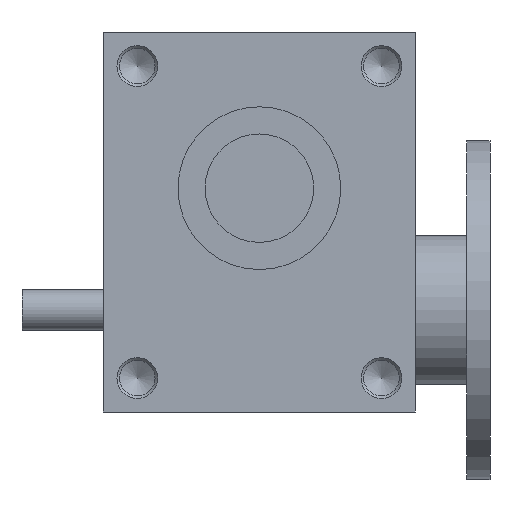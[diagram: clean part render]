
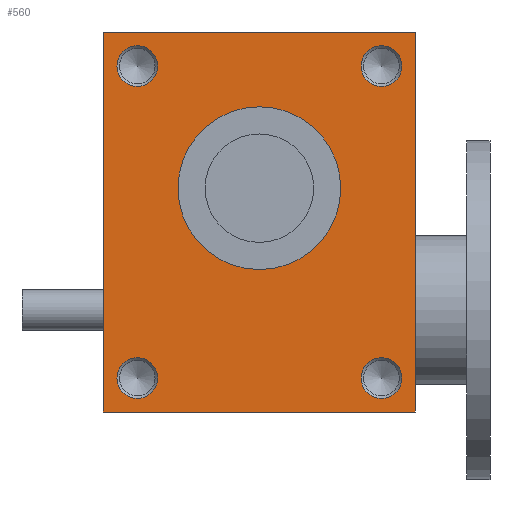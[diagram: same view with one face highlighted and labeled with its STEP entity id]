
A CAD part, front view. The second image highlights one B-rep face of the part: STEP entity #560.
In plain terms, the highlighted planar face has unit normal (0, -1, 0).
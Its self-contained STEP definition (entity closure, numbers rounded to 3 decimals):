
#560 = ADVANCED_FACE( '', ( #1204, #1205, #1206, #1207, #1208, #1209 ), #1210, .F. );
#1204 = FACE_BOUND( '', #1935, .T. );
#1205 = FACE_BOUND( '', #1936, .T. );
#1206 = FACE_BOUND( '', #1937, .T. );
#1207 = FACE_BOUND( '', #1938, .T. );
#1208 = FACE_BOUND( '', #1939, .T. );
#1209 = FACE_OUTER_BOUND( '', #1940, .T. );
#1210 = PLANE( '', #1941 );
#1935 = EDGE_LOOP( '', ( #3291 ) );
#1936 = EDGE_LOOP( '', ( #3292 ) );
#1937 = EDGE_LOOP( '', ( #3293 ) );
#1938 = EDGE_LOOP( '', ( #3294 ) );
#1939 = EDGE_LOOP( '', ( #3295 ) );
#1940 = EDGE_LOOP( '', ( #3296, #3297, #3298, #3299 ) );
#1941 = AXIS2_PLACEMENT_3D( '', #3300, #3301, #3302 );
#3291 = ORIENTED_EDGE( '', *, *, #4073, .F. );
#3292 = ORIENTED_EDGE( '', *, *, #4360, .F. );
#3293 = ORIENTED_EDGE( '', *, *, #3881, .F. );
#3294 = ORIENTED_EDGE( '', *, *, #4231, .F. );
#3295 = ORIENTED_EDGE( '', *, *, #4345, .T. );
#3296 = ORIENTED_EDGE( '', *, *, #4361, .T. );
#3297 = ORIENTED_EDGE( '', *, *, #4008, .F. );
#3298 = ORIENTED_EDGE( '', *, *, #3996, .F. );
#3299 = ORIENTED_EDGE( '', *, *, #4362, .T. );
#3300 = CARTESIAN_POINT( '', ( -115., -88., 140. ) );
#3301 = DIRECTION( '', ( 0., 1., 0. ) );
#3302 = DIRECTION( '', ( 0., 0., 1. ) );
#3881 = EDGE_CURVE( '', #4530, #4530, #4531, .T. );
#3996 = EDGE_CURVE( '', #4720, #4722, #4723, .T. );
#4008 = EDGE_CURVE( '', #4722, #4736, #4740, .T. );
#4073 = EDGE_CURVE( '', #4849, #4849, #4850, .T. );
#4231 = EDGE_CURVE( '', #5100, #5100, #5101, .T. );
#4345 = EDGE_CURVE( '', #5251, #5251, #5252, .T. );
#4360 = EDGE_CURVE( '', #5267, #5267, #5268, .T. );
#4361 = EDGE_CURVE( '', #5269, #4736, #5270, .T. );
#4362 = EDGE_CURVE( '', #4720, #5269, #5271, .T. );
#4530 = VERTEX_POINT( '', #5457 );
#4531 = CIRCLE( '', #5458, 15. );
#4720 = VERTEX_POINT( '', #5700 );
#4722 = VERTEX_POINT( '', #5703 );
#4723 = LINE( '', #5704, #5705 );
#4736 = VERTEX_POINT( '', #5720 );
#4740 = LINE( '', #5726, #5727 );
#4849 = VERTEX_POINT( '', #5866 );
#4850 = CIRCLE( '', #5867, 15. );
#5100 = VERTEX_POINT( '', #6235 );
#5101 = CIRCLE( '', #6236, 15. );
#5251 = VERTEX_POINT( '', #6460 );
#5252 = CIRCLE( '', #6461, 60. );
#5267 = VERTEX_POINT( '', #6478 );
#5268 = CIRCLE( '', #6479, 15. );
#5269 = VERTEX_POINT( '', #6480 );
#5270 = LINE( '', #6481, #6482 );
#5271 = LINE( '', #6483, #6484 );
#5457 = CARTESIAN_POINT( '', ( 90., -88., 100. ) );
#5458 = AXIS2_PLACEMENT_3D( '', #6682, #6683, #6684 );
#5700 = CARTESIAN_POINT( '', ( -115., -88., 140. ) );
#5703 = CARTESIAN_POINT( '', ( 115., -88., 140. ) );
#5704 = CARTESIAN_POINT( '', ( -115., -88., 140. ) );
#5705 = VECTOR( '', #6823, 1000. );
#5720 = CARTESIAN_POINT( '', ( 115., -88., -140. ) );
#5726 = CARTESIAN_POINT( '', ( 115., -88., 140. ) );
#5727 = VECTOR( '', #6837, 1000. );
#5866 = CARTESIAN_POINT( '', ( -90., -88., -130. ) );
#5867 = AXIS2_PLACEMENT_3D( '', #6931, #6932, #6933 );
#6235 = CARTESIAN_POINT( '', ( 90., -88., -130. ) );
#6236 = AXIS2_PLACEMENT_3D( '', #7153, #7154, #7155 );
#6460 = CARTESIAN_POINT( '', ( 60., -88., 25. ) );
#6461 = AXIS2_PLACEMENT_3D( '', #7274, #7275, #7276 );
#6478 = CARTESIAN_POINT( '', ( -90., -88., 100. ) );
#6479 = AXIS2_PLACEMENT_3D( '', #7282, #7283, #7284 );
#6480 = CARTESIAN_POINT( '', ( -115., -88., -140. ) );
#6481 = CARTESIAN_POINT( '', ( -115., -88., -140. ) );
#6482 = VECTOR( '', #7285, 1000. );
#6483 = CARTESIAN_POINT( '', ( -115., -88., 140. ) );
#6484 = VECTOR( '', #7286, 1000. );
#6682 = CARTESIAN_POINT( '', ( 90., -88., 115. ) );
#6683 = DIRECTION( '', ( 0., -1., 0. ) );
#6684 = DIRECTION( '', ( 0., 0., -1. ) );
#6823 = DIRECTION( '', ( 1., 0., 0. ) );
#6837 = DIRECTION( '', ( 0., 0., -1. ) );
#6931 = CARTESIAN_POINT( '', ( -90., -88., -115. ) );
#6932 = DIRECTION( '', ( 0., -1., 0. ) );
#6933 = DIRECTION( '', ( 0., 0., -1. ) );
#7153 = CARTESIAN_POINT( '', ( 90., -88., -115. ) );
#7154 = DIRECTION( '', ( 0., -1., 0. ) );
#7155 = DIRECTION( '', ( 0., 0., -1. ) );
#7274 = CARTESIAN_POINT( '', ( 0., -88., 25. ) );
#7275 = DIRECTION( '', ( 0., 1., 0. ) );
#7276 = DIRECTION( '', ( 1., 0., 0. ) );
#7282 = CARTESIAN_POINT( '', ( -90., -88., 115. ) );
#7283 = DIRECTION( '', ( 0., -1., 0. ) );
#7284 = DIRECTION( '', ( 0., 0., -1. ) );
#7285 = DIRECTION( '', ( 1., 0., 0. ) );
#7286 = DIRECTION( '', ( 0., 0., -1. ) );
